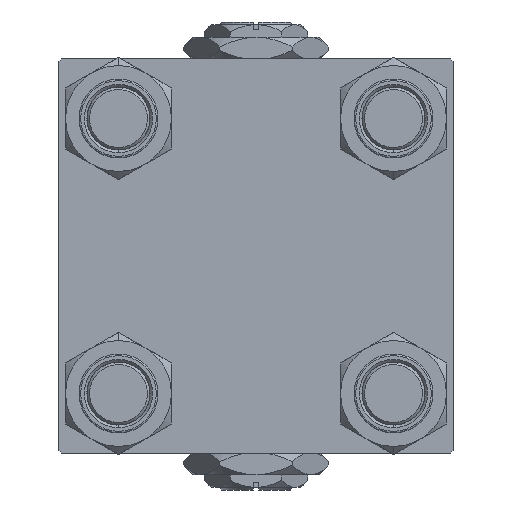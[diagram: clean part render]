
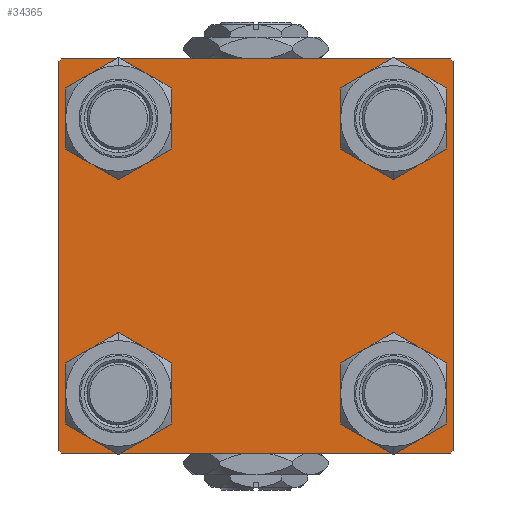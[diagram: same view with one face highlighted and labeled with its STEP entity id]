
A CAD part, left-side view. The second image highlights one B-rep face of the part: STEP entity #34365.
In plain terms, the highlighted planar face has unit normal (-1, 0, 0).
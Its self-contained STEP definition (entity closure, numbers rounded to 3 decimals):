
#287 = CIRCLE ( 'NONE', #44137, 6.5 ) ;
#674 = DIRECTION ( 'NONE',  ( 0., 0., 1. ) ) ;
#1051 = EDGE_CURVE ( 'NONE', #2221, #15521, #39694, .T. ) ;
#1200 = CARTESIAN_POINT ( 'NONE',  ( 0., 26.15, -26.15 ) ) ;
#1394 = ORIENTED_EDGE ( 'NONE', *, *, #6711, .T. ) ;
#1422 = CIRCLE ( 'NONE', #1455, 6.5 ) ;
#1455 = AXIS2_PLACEMENT_3D ( 'NONE', #43056, #30613, #39599 ) ;
#1810 = VERTEX_POINT ( 'NONE', #30814 ) ;
#1942 = CARTESIAN_POINT ( 'NONE',  ( 0., -37.5, 37. ) ) ;
#2221 = VERTEX_POINT ( 'NONE', #6167 ) ;
#2696 = ORIENTED_EDGE ( 'NONE', *, *, #37422, .T. ) ;
#3663 = CARTESIAN_POINT ( 'NONE',  ( 0., -37.5, -37. ) ) ;
#4777 = CARTESIAN_POINT ( 'NONE',  ( 0., -26.15, 32.65 ) ) ;
#4785 = CARTESIAN_POINT ( 'NONE',  ( 0., -26.15, 26.15 ) ) ;
#4904 = CARTESIAN_POINT ( 'NONE',  ( 0., 37.5, 37.5 ) ) ;
#5892 = EDGE_CURVE ( 'NONE', #21593, #7687, #40605, .T. ) ;
#6167 = CARTESIAN_POINT ( 'NONE',  ( 0., -37., -37.5 ) ) ;
#6245 = EDGE_CURVE ( 'NONE', #32211, #7687, #20186, .T. ) ;
#6711 = EDGE_CURVE ( 'NONE', #32211, #1810, #32146, .T. ) ;
#7058 = ORIENTED_EDGE ( 'NONE', *, *, #42870, .T. ) ;
#7226 = CARTESIAN_POINT ( 'NONE',  ( 0., 26.15, -32.65 ) ) ;
#7369 = EDGE_LOOP ( 'NONE', ( #48166, #2696 ) ) ;
#7483 = DIRECTION ( 'NONE',  ( 0., -0.707, 0.707 ) ) ;
#7503 = VERTEX_POINT ( 'NONE', #22165 ) ;
#7687 = VERTEX_POINT ( 'NONE', #51742 ) ;
#8605 = DIRECTION ( 'NONE',  ( 1., 0., 0. ) ) ;
#9016 = FACE_BOUND ( 'NONE', #30858, .T. ) ;
#9132 = DIRECTION ( 'NONE',  ( 0., 0., -1. ) ) ;
#9645 = DIRECTION ( 'NONE',  ( 0., -1., 0. ) ) ;
#9990 = CIRCLE ( 'NONE', #42047, 6.5 ) ;
#10029 = LINE ( 'NONE', #50431, #26551 ) ;
#10467 = EDGE_CURVE ( 'NONE', #44730, #12884, #1422, .T. ) ;
#10639 = CARTESIAN_POINT ( 'NONE',  ( 0., 37.5, -37. ) ) ;
#11634 = VECTOR ( 'NONE', #9645, 1000. ) ;
#11711 = EDGE_LOOP ( 'NONE', ( #35376, #13746 ) ) ;
#11763 = DIRECTION ( 'NONE',  ( 0., -1., 0. ) ) ;
#11817 = CARTESIAN_POINT ( 'NONE',  ( 0., 26.15, 26.15 ) ) ;
#11921 = VERTEX_POINT ( 'NONE', #47054 ) ;
#12178 = FACE_BOUND ( 'NONE', #7369, .T. ) ;
#12884 = VERTEX_POINT ( 'NONE', #34214 ) ;
#12931 = ORIENTED_EDGE ( 'NONE', *, *, #30893, .T. ) ;
#13227 = DIRECTION ( 'NONE',  ( 1., 0., 0. ) ) ;
#13667 = ORIENTED_EDGE ( 'NONE', *, *, #29095, .T. ) ;
#13746 = ORIENTED_EDGE ( 'NONE', *, *, #10467, .T. ) ;
#14371 = EDGE_LOOP ( 'NONE', ( #40154, #23447, #7058, #42919, #36400, #26962, #34616, #1394 ) ) ;
#15112 = CARTESIAN_POINT ( 'NONE',  ( 0., 26.15, 32.65 ) ) ;
#15431 = DIRECTION ( 'NONE',  ( 1., 0., 0. ) ) ;
#15521 = VERTEX_POINT ( 'NONE', #3663 ) ;
#16022 = DIRECTION ( 'NONE',  ( 1., 0., 0. ) ) ;
#16287 = AXIS2_PLACEMENT_3D ( 'NONE', #4785, #37519, #20871 ) ;
#16444 = EDGE_CURVE ( 'NONE', #21593, #15521, #36934, .T. ) ;
#16912 = CARTESIAN_POINT ( 'NONE',  ( 0., -26.15, 26.15 ) ) ;
#17320 = AXIS2_PLACEMENT_3D ( 'NONE', #11817, #49055, #28950 ) ;
#17433 = DIRECTION ( 'NONE',  ( 0., 0., 1. ) ) ;
#17805 = LINE ( 'NONE', #21777, #11634 ) ;
#17913 = DIRECTION ( 'NONE',  ( 0., -0.707, -0.707 ) ) ;
#18136 = VERTEX_POINT ( 'NONE', #29920 ) ;
#18139 = VECTOR ( 'NONE', #20255, 1000. ) ;
#18183 = AXIS2_PLACEMENT_3D ( 'NONE', #30513, #46641, #42694 ) ;
#19400 = CARTESIAN_POINT ( 'NONE',  ( 0., 26.15, 26.15 ) ) ;
#20164 = VECTOR ( 'NONE', #32432, 1000. ) ;
#20186 = LINE ( 'NONE', #51921, #23179 ) ;
#20255 = DIRECTION ( 'NONE',  ( 0., 0.707, -0.707 ) ) ;
#20347 = FACE_OUTER_BOUND ( 'NONE', #14371, .T. ) ;
#20871 = DIRECTION ( 'NONE',  ( 0., 0., 1. ) ) ;
#20875 = FACE_BOUND ( 'NONE', #46344, .T. ) ;
#21593 = VERTEX_POINT ( 'NONE', #1942 ) ;
#21777 = CARTESIAN_POINT ( 'NONE',  ( 0., 37.5, -37.5 ) ) ;
#22165 = CARTESIAN_POINT ( 'NONE',  ( 0., -26.15, 19.65 ) ) ;
#23179 = VECTOR ( 'NONE', #11763, 1000. ) ;
#23447 = ORIENTED_EDGE ( 'NONE', *, *, #31782, .T. ) ;
#23696 = CARTESIAN_POINT ( 'NONE',  ( 0., -37.25, 37.25 ) ) ;
#25095 = DIRECTION ( 'NONE',  ( -1., 0., 0. ) ) ;
#25716 = VECTOR ( 'NONE', #28165, 1000. ) ;
#26551 = VECTOR ( 'NONE', #17913, 1000. ) ;
#26962 = ORIENTED_EDGE ( 'NONE', *, *, #5892, .T. ) ;
#27406 = EDGE_CURVE ( 'NONE', #1810, #30163, #41084, .T. ) ;
#28164 = AXIS2_PLACEMENT_3D ( 'NONE', #19400, #15431, #48201 ) ;
#28165 = DIRECTION ( 'NONE',  ( 0., 0.707, 0.707 ) ) ;
#28434 = CARTESIAN_POINT ( 'NONE',  ( 0., 37.25, 37.25 ) ) ;
#28942 = EDGE_CURVE ( 'NONE', #7503, #47646, #33164, .T. ) ;
#28950 = DIRECTION ( 'NONE',  ( 0., 0., 1. ) ) ;
#29095 = EDGE_CURVE ( 'NONE', #47646, #7503, #287, .T. ) ;
#29874 = AXIS2_PLACEMENT_3D ( 'NONE', #44935, #25095, #37003 ) ;
#29920 = CARTESIAN_POINT ( 'NONE',  ( 0., 37., -37.5 ) ) ;
#30163 = VERTEX_POINT ( 'NONE', #10639 ) ;
#30513 = CARTESIAN_POINT ( 'NONE',  ( 0., -26.15, -26.15 ) ) ;
#30613 = DIRECTION ( 'NONE',  ( 1., 0., 0. ) ) ;
#30814 = CARTESIAN_POINT ( 'NONE',  ( 0., 37.5, 37. ) ) ;
#30858 = EDGE_LOOP ( 'NONE', ( #48309, #12931 ) ) ;
#30893 = EDGE_CURVE ( 'NONE', #11921, #38223, #39988, .T. ) ;
#31782 = EDGE_CURVE ( 'NONE', #30163, #18136, #10029, .T. ) ;
#32146 = LINE ( 'NONE', #28434, #18139 ) ;
#32211 = VERTEX_POINT ( 'NONE', #47625 ) ;
#32332 = ORIENTED_EDGE ( 'NONE', *, *, #28942, .T. ) ;
#32432 = DIRECTION ( 'NONE',  ( 0., 0., -1. ) ) ;
#32510 = CIRCLE ( 'NONE', #39275, 6.5 ) ;
#32702 = VERTEX_POINT ( 'NONE', #47707 ) ;
#33164 = CIRCLE ( 'NONE', #16287, 6.5 ) ;
#33970 = VECTOR ( 'NONE', #9132, 1000. ) ;
#34214 = CARTESIAN_POINT ( 'NONE',  ( 0., 26.15, -19.65 ) ) ;
#34365 = ADVANCED_FACE ( 'NONE', ( #20875, #12178, #49428, #9016, #20347 ), #44676, .T. ) ;
#34616 = ORIENTED_EDGE ( 'NONE', *, *, #6245, .F. ) ;
#35376 = ORIENTED_EDGE ( 'NONE', *, *, #51079, .T. ) ;
#35804 = CARTESIAN_POINT ( 'NONE',  ( 0., -26.15, -19.65 ) ) ;
#36400 = ORIENTED_EDGE ( 'NONE', *, *, #16444, .F. ) ;
#36934 = LINE ( 'NONE', #41176, #20164 ) ;
#37003 = DIRECTION ( 'NONE',  ( 0., 0., 1. ) ) ;
#37173 = EDGE_CURVE ( 'NONE', #38223, #11921, #46816, .T. ) ;
#37232 = EDGE_CURVE ( 'NONE', #50327, #32702, #32510, .T. ) ;
#37422 = EDGE_CURVE ( 'NONE', #32702, #50327, #46843, .T. ) ;
#37519 = DIRECTION ( 'NONE',  ( 1., 0., 0. ) ) ;
#38223 = VERTEX_POINT ( 'NONE', #15112 ) ;
#39275 = AXIS2_PLACEMENT_3D ( 'NONE', #52243, #16022, #44823 ) ;
#39599 = DIRECTION ( 'NONE',  ( 0., 0., 1. ) ) ;
#39694 = LINE ( 'NONE', #47099, #42569 ) ;
#39988 = CIRCLE ( 'NONE', #28164, 6.5 ) ;
#40154 = ORIENTED_EDGE ( 'NONE', *, *, #27406, .T. ) ;
#40605 = LINE ( 'NONE', #23696, #25716 ) ;
#41084 = LINE ( 'NONE', #4904, #33970 ) ;
#41176 = CARTESIAN_POINT ( 'NONE',  ( 0., -37.5, 37.5 ) ) ;
#42047 = AXIS2_PLACEMENT_3D ( 'NONE', #1200, #8605, #674 ) ;
#42569 = VECTOR ( 'NONE', #7483, 1000. ) ;
#42694 = DIRECTION ( 'NONE',  ( 0., 0., 1. ) ) ;
#42870 = EDGE_CURVE ( 'NONE', #18136, #2221, #17805, .T. ) ;
#42919 = ORIENTED_EDGE ( 'NONE', *, *, #1051, .T. ) ;
#43056 = CARTESIAN_POINT ( 'NONE',  ( 0., 26.15, -26.15 ) ) ;
#44137 = AXIS2_PLACEMENT_3D ( 'NONE', #16912, #13227, #17433 ) ;
#44676 = PLANE ( 'NONE',  #29874 ) ;
#44730 = VERTEX_POINT ( 'NONE', #7226 ) ;
#44823 = DIRECTION ( 'NONE',  ( 0., 0., 1. ) ) ;
#44935 = CARTESIAN_POINT ( 'NONE',  ( 0., 0., 0. ) ) ;
#46344 = EDGE_LOOP ( 'NONE', ( #13667, #32332 ) ) ;
#46641 = DIRECTION ( 'NONE',  ( 1., 0., 0. ) ) ;
#46816 = CIRCLE ( 'NONE', #17320, 6.5 ) ;
#46843 = CIRCLE ( 'NONE', #18183, 6.5 ) ;
#47054 = CARTESIAN_POINT ( 'NONE',  ( 0., 26.15, 19.65 ) ) ;
#47099 = CARTESIAN_POINT ( 'NONE',  ( 0., -37.25, -37.25 ) ) ;
#47625 = CARTESIAN_POINT ( 'NONE',  ( 0., 37., 37.5 ) ) ;
#47646 = VERTEX_POINT ( 'NONE', #4777 ) ;
#47707 = CARTESIAN_POINT ( 'NONE',  ( 0., -26.15, -32.65 ) ) ;
#48166 = ORIENTED_EDGE ( 'NONE', *, *, #37232, .T. ) ;
#48201 = DIRECTION ( 'NONE',  ( 0., 0., 1. ) ) ;
#48309 = ORIENTED_EDGE ( 'NONE', *, *, #37173, .T. ) ;
#49055 = DIRECTION ( 'NONE',  ( 1., 0., 0. ) ) ;
#49428 = FACE_BOUND ( 'NONE', #11711, .T. ) ;
#50327 = VERTEX_POINT ( 'NONE', #35804 ) ;
#50431 = CARTESIAN_POINT ( 'NONE',  ( 0., 37.25, -37.25 ) ) ;
#51079 = EDGE_CURVE ( 'NONE', #12884, #44730, #9990, .T. ) ;
#51742 = CARTESIAN_POINT ( 'NONE',  ( 0., -37., 37.5 ) ) ;
#51921 = CARTESIAN_POINT ( 'NONE',  ( 0., 37.5, 37.5 ) ) ;
#52243 = CARTESIAN_POINT ( 'NONE',  ( 0., -26.15, -26.15 ) ) ;
